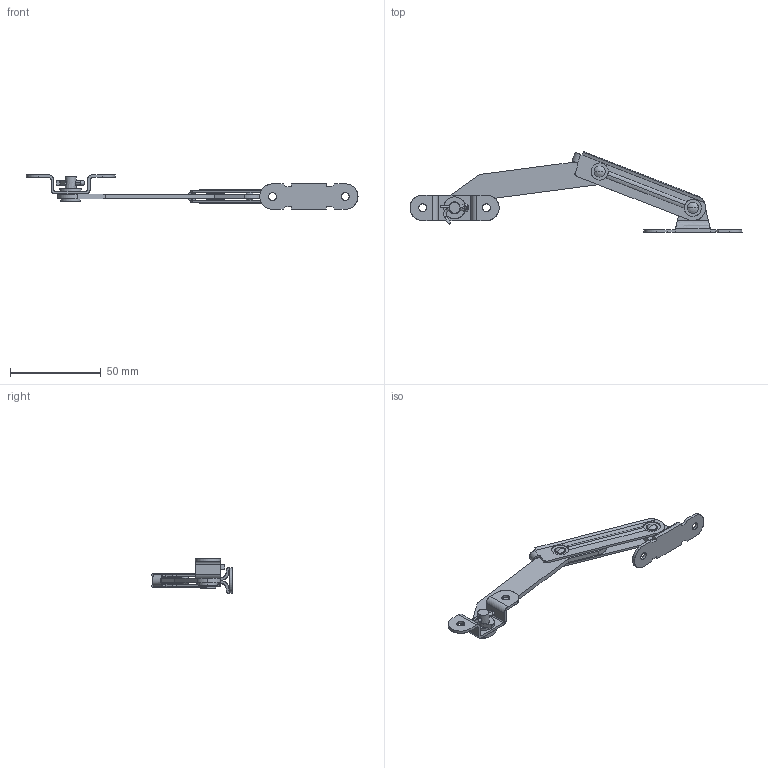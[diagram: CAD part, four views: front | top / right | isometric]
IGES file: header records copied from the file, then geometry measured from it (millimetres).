
Start section: SolidWorks IGES file using analytic representation for surfaces
Global section: file name: B-1454-3.IGS,15; native system: HSolidWorks 2018; preprocessor: SolidWorks 2018; author: 0849sm; date: 200604.125332; units: millimetre
Bounding box: 182.5 x 44.44 x 19 mm (x, y, z)
Surface area: 14666.6 mm2 (no closed solid volume)
Topology: 0 solids, 0 shells, 224 faces, 3802 edges, 3796 vertices
Faces by surface type: revolution 124, bspline 100
